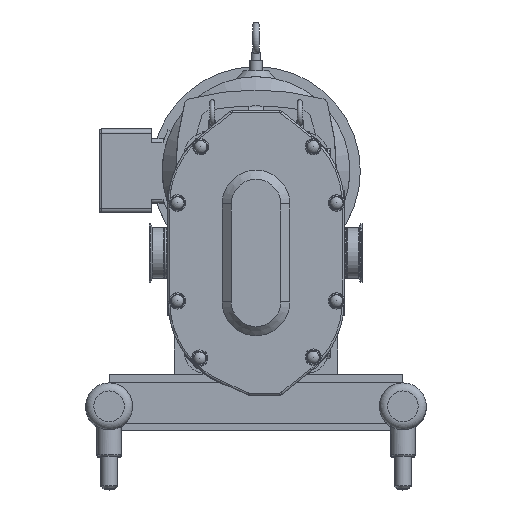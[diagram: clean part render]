
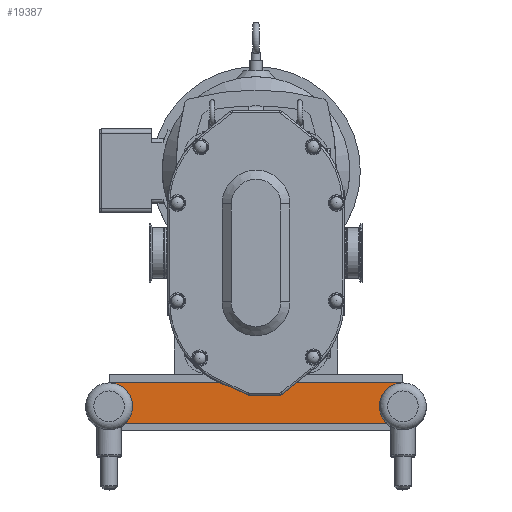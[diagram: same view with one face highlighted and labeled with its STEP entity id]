
A CAD part, top view. The second image highlights one B-rep face of the part: STEP entity #19387.
In plain terms, the highlighted planar face has unit normal (0, 0, 1).
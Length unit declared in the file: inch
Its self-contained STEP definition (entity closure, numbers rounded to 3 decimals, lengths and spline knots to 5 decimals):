
#1847=CIRCLE('',#21391,1.44);
#1848=CIRCLE('',#21394,1.44);
#3294=FACE_OUTER_BOUND('',#4448,.T.);
#4448=EDGE_LOOP('',(#17360,#17361,#17362,#17363,#17364,#17365));
#5884=LINE('',#35084,#7277);
#5887=LINE('',#35092,#7280);
#5889=LINE('',#35096,#7282);
#5890=LINE('',#35098,#7283);
#7277=VECTOR('',#26763,0.3937);
#7280=VECTOR('',#26772,0.3937);
#7282=VECTOR('',#26776,0.3937);
#7283=VECTOR('',#26779,0.3937);
#9084=VERTEX_POINT('',#35076);
#9085=VERTEX_POINT('',#35078);
#9086=VERTEX_POINT('',#35082);
#9087=VERTEX_POINT('',#35086);
#9088=VERTEX_POINT('',#35090);
#9089=VERTEX_POINT('',#35094);
#11880=EDGE_CURVE('',#9085,#9084,#1847,.T.);
#11883=EDGE_CURVE('',#9084,#9086,#5884,.T.);
#11885=EDGE_CURVE('',#9086,#9087,#1848,.T.);
#11887=EDGE_CURVE('',#9087,#9088,#5887,.T.);
#11889=EDGE_CURVE('',#9089,#9085,#5889,.T.);
#11890=EDGE_CURVE('',#9088,#9089,#5890,.T.);
#17360=ORIENTED_EDGE('',*,*,#11890,.T.);
#17361=ORIENTED_EDGE('',*,*,#11889,.T.);
#17362=ORIENTED_EDGE('',*,*,#11880,.T.);
#17363=ORIENTED_EDGE('',*,*,#11883,.T.);
#17364=ORIENTED_EDGE('',*,*,#11885,.T.);
#17365=ORIENTED_EDGE('',*,*,#11887,.T.);
#18390=PLANE('',#21397);
#19387=ADVANCED_FACE('',(#3294),#18390,.T.);
#21391=AXIS2_PLACEMENT_3D('',#35079,#26757,#26758);
#21394=AXIS2_PLACEMENT_3D('',#35088,#26767,#26768);
#21397=AXIS2_PLACEMENT_3D('',#35097,#26777,#26778);
#26757=DIRECTION('center_axis',(0.,0.,
-1.));
#26758=DIRECTION('ref_axis',(0.677,-0.736,0.));
#26763=DIRECTION('',(1.,0.,0.));
#26767=DIRECTION('center_axis',(0.,0.,
-1.));
#26768=DIRECTION('ref_axis',(-0.257,0.966,0.));
#26772=DIRECTION('',(0.,1.,0.));
#26776=DIRECTION('',(0.,-1.,0.));
#26777=DIRECTION('center_axis',(0.,0.,
1.));
#26778=DIRECTION('ref_axis',(1.,0.,0.));
#26779=DIRECTION('',(-1.,0.,0.));
#35076=CARTESIAN_POINT('',(-8.02782,-10.4475,-9.913));
#35078=CARTESIAN_POINT('',(-8.6225,-7.99854,-9.913));
#35079=CARTESIAN_POINT('Origin',(-9.0025,-9.3875,-9.913));
#35082=CARTESIAN_POINT('',(8.02282,-10.4475,-9.913));
#35084=CARTESIAN_POINT('',(8.02282,-10.4475,-9.913));
#35086=CARTESIAN_POINT('',(8.6275,-7.99585,-9.913));
#35088=CARTESIAN_POINT('Origin',(8.9975,-9.3875,-9.913));
#35090=CARTESIAN_POINT('',(8.6275,-7.95,-9.913));
#35092=CARTESIAN_POINT('',(8.6275,-7.9475,-9.913));
#35094=CARTESIAN_POINT('',(-8.6225,-7.95,-9.913));
#35096=CARTESIAN_POINT('',(-8.6225,-7.99854,-9.913));
#35097=CARTESIAN_POINT('Origin',(0.00093,-9.14383,
-9.913));
#35098=CARTESIAN_POINT('',(-0.00078,-7.95,-9.913));
